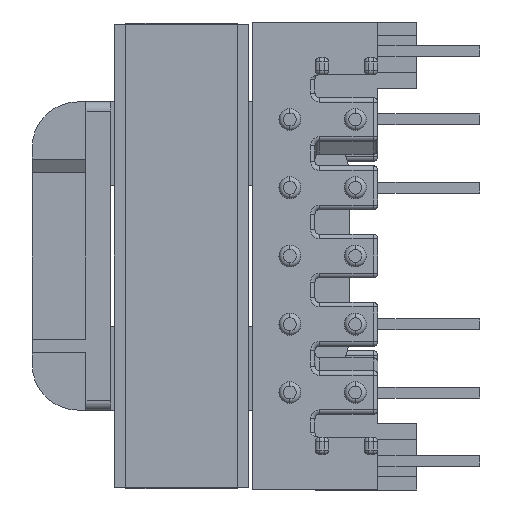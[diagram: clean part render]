
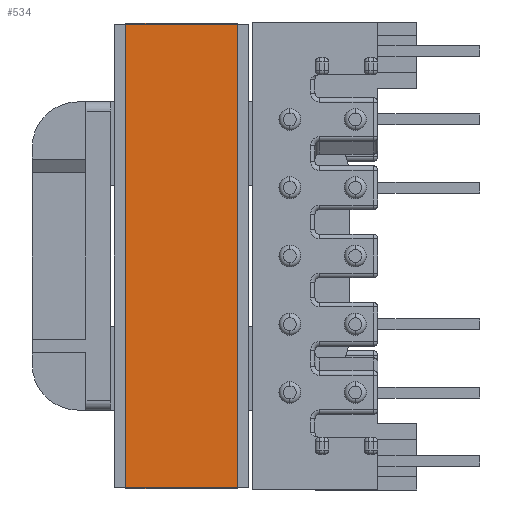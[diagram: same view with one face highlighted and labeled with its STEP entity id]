
A CAD part, left-side view. The second image highlights one B-rep face of the part: STEP entity #534.
In plain terms, the highlighted face is planar.
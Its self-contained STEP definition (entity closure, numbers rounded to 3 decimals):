
#534 = ADVANCED_FACE ( 'NONE', ( #10844 ), #17198, .T. ) ;
#1127 = ORIENTED_EDGE ( 'NONE', *, *, #10673, .T. ) ;
#1415 = DIRECTION ( 'NONE',  ( -1., 0., 0. ) ) ;
#1504 = CARTESIAN_POINT ( 'NONE',  ( 25.902, 0.102, -6.22 ) ) ;
#3208 = AXIS2_PLACEMENT_3D ( 'NONE', #6793, #12390, #20378 ) ;
#3307 = VECTOR ( 'NONE', #4738, 1000. ) ;
#3657 = EDGE_CURVE ( 'NONE', #19075, #16537, #17380, .T. ) ;
#3724 = LINE ( 'NONE', #11020, #22117 ) ;
#4738 = DIRECTION ( 'NONE',  ( 0., 0., 1. ) ) ;
#5284 = CARTESIAN_POINT ( 'NONE',  ( -0.102, 0.102, 0. ) ) ;
#5479 = VECTOR ( 'NONE', #18803, 1000. ) ;
#6793 = CARTESIAN_POINT ( 'NONE',  ( -0.102, 0.102, -6.22 ) ) ;
#10673 = EDGE_CURVE ( 'NONE', #18716, #11075, #14273, .T. ) ;
#10844 = FACE_OUTER_BOUND ( 'NONE', #13619, .T. ) ;
#11020 = CARTESIAN_POINT ( 'NONE',  ( -0.102, 0.102, -6.22 ) ) ;
#11075 = VERTEX_POINT ( 'NONE', #21499 ) ;
#12390 = DIRECTION ( 'NONE',  ( 0., 1., 0. ) ) ;
#13619 = EDGE_LOOP ( 'NONE', ( #20200, #20889, #18992, #1127 ) ) ;
#13846 = VECTOR ( 'NONE', #25174, 1000. ) ;
#14273 = LINE ( 'NONE', #18318, #3307 ) ;
#14357 = EDGE_CURVE ( 'NONE', #16537, #11075, #15382, .T. ) ;
#15382 = LINE ( 'NONE', #5284, #13846 ) ;
#15777 = CARTESIAN_POINT ( 'NONE',  ( -0.102, 0.102, -6.22 ) ) ;
#16537 = VERTEX_POINT ( 'NONE', #23250 ) ;
#17198 = PLANE ( 'NONE',  #3208 ) ;
#17380 = LINE ( 'NONE', #22770, #5479 ) ;
#18318 = CARTESIAN_POINT ( 'NONE',  ( -0.102, 0.102, -6.22 ) ) ;
#18716 = VERTEX_POINT ( 'NONE', #15777 ) ;
#18803 = DIRECTION ( 'NONE',  ( 0., 0., 1. ) ) ;
#18992 = ORIENTED_EDGE ( 'NONE', *, *, #22597, .T. ) ;
#19075 = VERTEX_POINT ( 'NONE', #1504 ) ;
#20200 = ORIENTED_EDGE ( 'NONE', *, *, #14357, .F. ) ;
#20378 = DIRECTION ( 'NONE',  ( 0., 0., 1. ) ) ;
#20889 = ORIENTED_EDGE ( 'NONE', *, *, #3657, .F. ) ;
#21499 = CARTESIAN_POINT ( 'NONE',  ( -0.102, 0.102, 0. ) ) ;
#22117 = VECTOR ( 'NONE', #1415, 1000. ) ;
#22597 = EDGE_CURVE ( 'NONE', #19075, #18716, #3724, .T. ) ;
#22770 = CARTESIAN_POINT ( 'NONE',  ( 25.902, 0.102, -6.22 ) ) ;
#23250 = CARTESIAN_POINT ( 'NONE',  ( 25.902, 0.102, 0. ) ) ;
#25174 = DIRECTION ( 'NONE',  ( -1., 0., 0. ) ) ;
